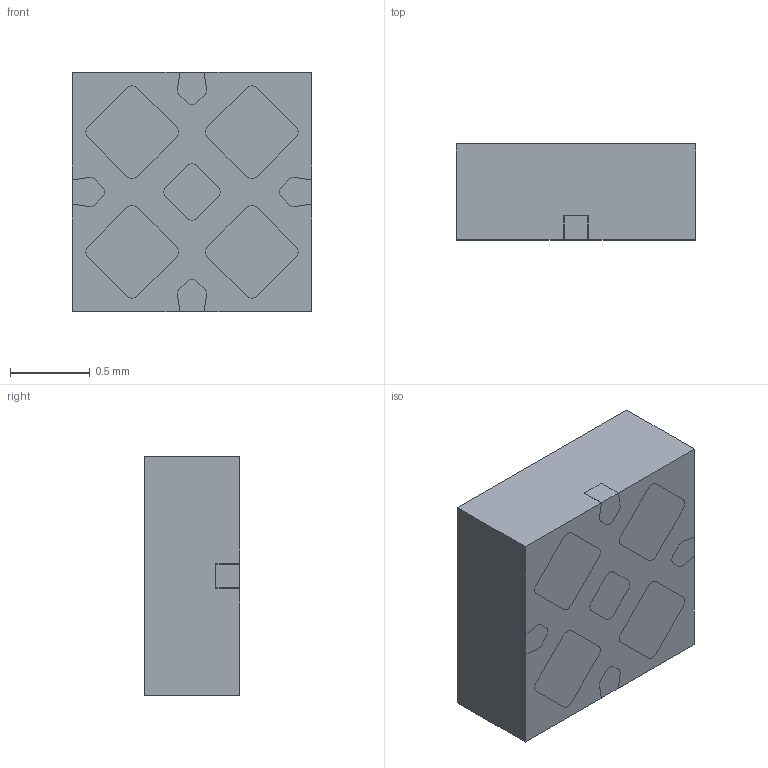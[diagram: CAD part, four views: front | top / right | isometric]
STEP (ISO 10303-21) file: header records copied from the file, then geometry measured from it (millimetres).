
FILE_DESCRIPTION(/* description */ ('Unknown'),/* implementation_level */ '2;1');
FILE_NAME(/* name */ 'QFN1515B-9',/* time_stamp */ '2024-03-06T13:09:31+08:00',/* author */ ('Unknown'),/* organization */ ('Unknown'),/* preprocessor_version */ 'ST-DEVELOPER v18.102',/* originating_system */ 'Solid Edge',/* authorisation */ 'Unknown');
FILE_SCHEMA (('AUTOMOTIVE_DESIGN {1 0 10303 214 3 1 1}'));
Length unit declared in the file: millimetre
Products named in the file (3): QFN1515B-9; Compound; LDF
Assembly tree (2 placements, depth 2):
  QFN1515B-9
    Compound
    LDF
Bounding box: 1.5 x 0.6 x 1.5 mm (x, y, z)
Volume: 1.3 mm3; surface area: 12.9 mm2
Topology: 10 solids, 10 shells, 189 faces, 492 edges, 328 vertices
Faces by surface type: plane 109, cylinder 80
Entity records: 6503 total; most frequent: DIRECTION 1036, CARTESIAN_POINT 1012, ORIENTED_EDGE 984, EDGE_CURVE 492, AXIS2_PLACEMENT_3D 352, LINE 332, VECTOR 332, VERTEX_POINT 328
